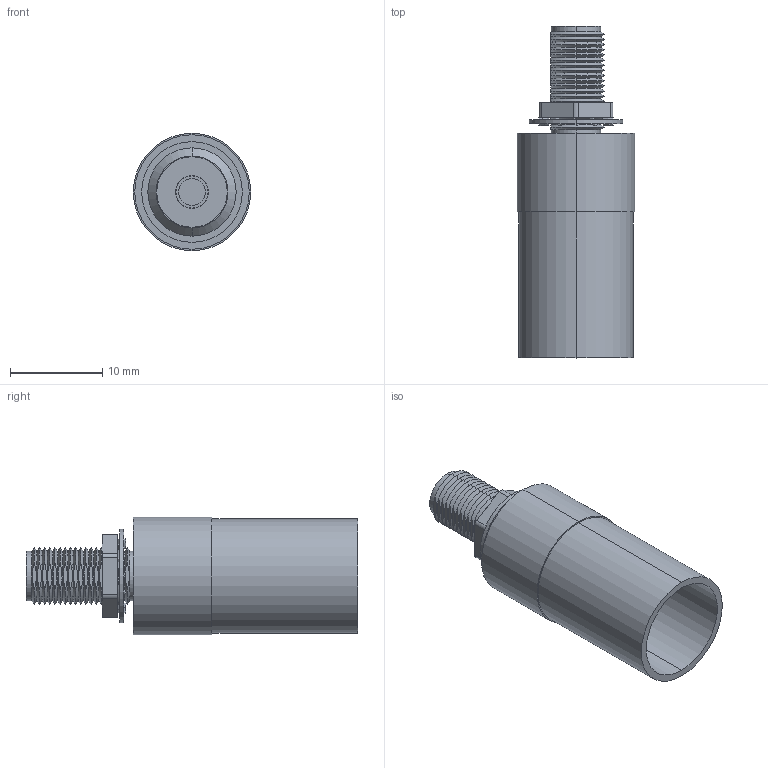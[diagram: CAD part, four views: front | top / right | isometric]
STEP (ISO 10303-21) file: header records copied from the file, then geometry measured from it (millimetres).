
FILE_DESCRIPTION (( 'STEP AP203' ), '1' );
FILE_NAME ('HPC403.STEP', '2006-06-23T19:38:52', ( 'lcom' ), ( 'lcom' ), 'SwSTEP 2.0', 'SolidWorks 2006004', '' );
FILE_SCHEMA (( 'CONFIG_CONTROL_DESIGN' ));
Length unit declared in the file: inch
Products named in the file (6): 3AA03-002; HPC403; 3AA02-002; HPC403-MA3; HPC403-MA2; HPC403-MA1
Assembly tree (5 placements, depth 2):
  HPC403
    HPC403-MA2
    HPC403-MA1
    3AA03-002
    HPC403-MA3
    3AA02-002
Bounding box: 12.7 x 35.92 x 12.7 mm (x, y, z)
Volume: 1887.4 mm3; surface area: 3173.3 mm2
Topology: 5 solids, 5 shells, 330 faces, 807 edges, 495 vertices
Faces by surface type: plane 163, cylinder 89, cone 78
Entity records: 10549 total; most frequent: CARTESIAN_POINT 2118, DIRECTION 1661, ORIENTED_EDGE 1614, EDGE_CURVE 807, AXIS2_PLACEMENT_3D 582, VECTOR 497, LINE 497, VERTEX_POINT 495
